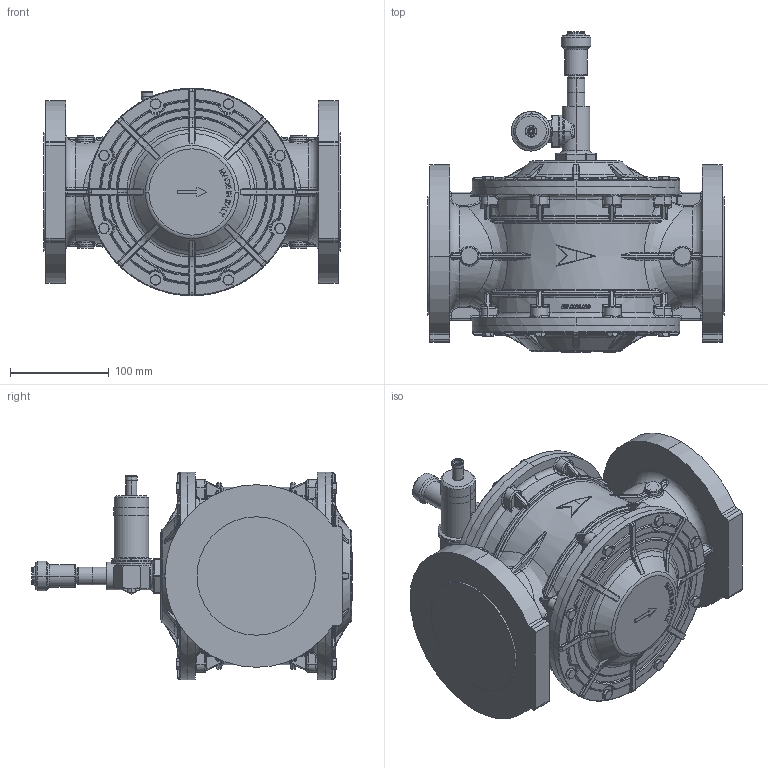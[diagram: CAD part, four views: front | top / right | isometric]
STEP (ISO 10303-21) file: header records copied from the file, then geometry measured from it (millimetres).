
FILE_DESCRIPTION (( 'STEP AP203' ), '1' );
FILE_NAME ('VIC-A-DN65.STEP', '2023-03-21T07:53:40', ( '' ), ( '' ), 'SwSTEP 2.0', 'SolidWorks 2021', '' );
FILE_SCHEMA (( 'CONFIG_CONTROL_DESIGN' ));
Products named in the file (3): Elemento soffietto2_defeature; VIC-A-DN65; Valvola_A212_defeature
Assembly tree (2 placements, depth 2):
  VIC-A-DN65
    Valvola_A212_defeature
    Elemento soffietto2_defeature
Bounding box: 300 x 324.15 x 210 mm (x, y, z)
Volume: 6763662.3 mm3; surface area: 370502.7 mm2
Topology: 23 solids, 23 shells, 4009 faces, 9449 edges, 5479 vertices
Faces by surface type: bspline 1166, plane 1092, cylinder 848, torus 588, cone 237, sphere 78
Entity records: 160082 total; most frequent: CARTESIAN_POINT 76674, ORIENTED_EDGE 18588, DIRECTION 15905, EDGE_CURVE 9294, AXIS2_PLACEMENT_3D 6551, VERTEX_POINT 5479, EDGE_LOOP 4161, FACE_OUTER_BOUND 4009
